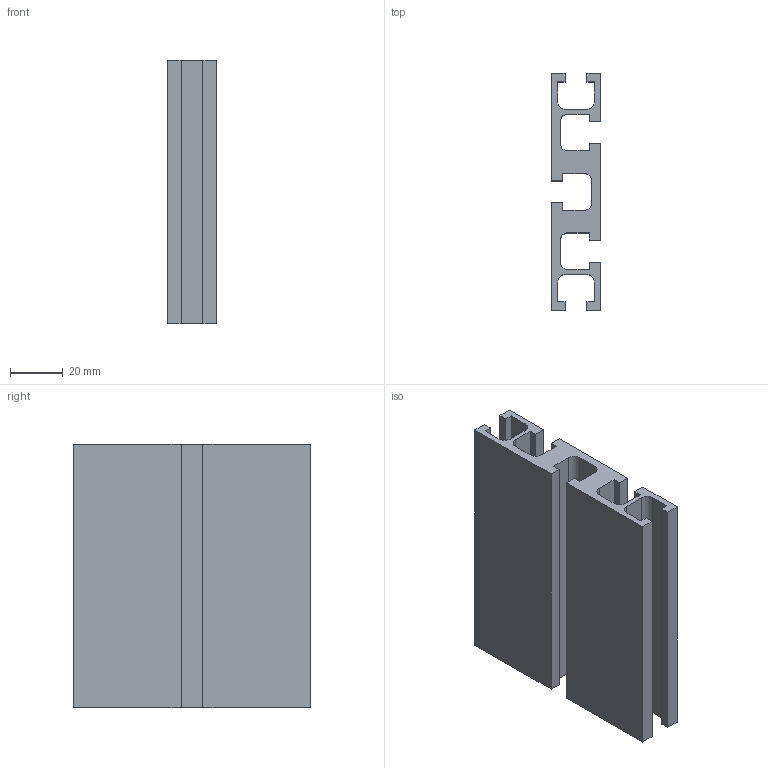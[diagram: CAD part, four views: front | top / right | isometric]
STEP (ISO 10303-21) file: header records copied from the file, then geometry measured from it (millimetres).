
FILE_DESCRIPTION(/* description */ ('PROF.ALL. 18,5X90 P5C '),/* implementation_level */ '2;1');
FILE_NAME(/* name */ 'BPRDD0000560.stp',/* time_stamp */ '2018-02-27T08:42:21+01:00',/* author */ ('fzagni'),/* organization */ (''),/* preprocessor_version */ 'ST-DEVELOPER v16.1',/* originating_system */ 'Autodesk Inventor 2016',/* authorisation */ '');
FILE_SCHEMA (('AUTOMOTIVE_DESIGN { 1 0 10303 214 3 1 1 }'));
Length unit declared in the file: millimetre
Products named in the file (1): BPRDD0000560
Bounding box: 18.5 x 90 x 100 mm (x, y, z)
Volume: 76812.4 mm3; surface area: 42308.6 mm2
Topology: 1 solids, 1 shells, 56 faces, 162 edges, 108 vertices
Faces by surface type: plane 46, cylinder 10
Entity records: 1850 total; most frequent: CARTESIAN_POINT 327, ORIENTED_EDGE 324, DIRECTION 296, EDGE_CURVE 162, LINE 142, VECTOR 142, VERTEX_POINT 108, AXIS2_PLACEMENT_3D 77
